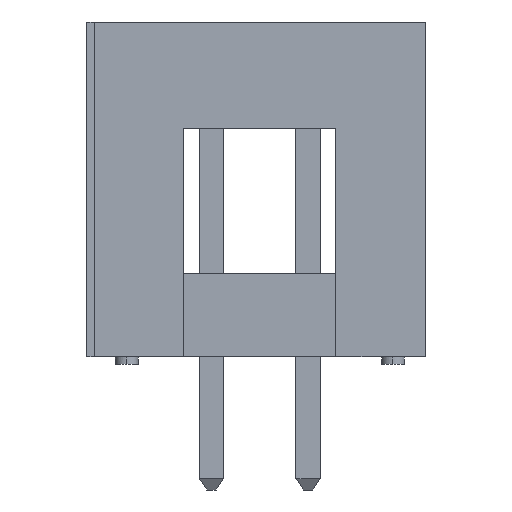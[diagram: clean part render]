
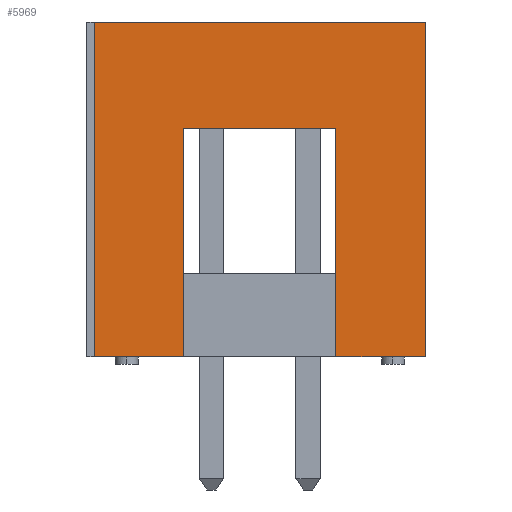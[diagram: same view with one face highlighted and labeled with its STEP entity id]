
A CAD part, left-side view. The second image highlights one B-rep face of the part: STEP entity #5969.
In plain terms, the highlighted planar face has unit normal (-1, 0, 0).
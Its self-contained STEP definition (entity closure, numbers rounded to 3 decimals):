
#4122 = VERTEX_POINT('',#4123);
#4123 = CARTESIAN_POINT('',(-8.88,-4.37,
    0.));
#4188 = VERTEX_POINT('',#4189);
#4189 = CARTESIAN_POINT('',(-8.88,-4.37,
    8.8));
#4195 = EDGE_CURVE('',#4188,#4122,#4196,.T.);
#4196 = LINE('',#4197,#4198);
#4197 = CARTESIAN_POINT('',(-8.88,-4.37,
    0.));
#4198 = VECTOR('',#4199,1.);
#4199 = DIRECTION('',(0.,0.,-1.));
#5709 = EDGE_CURVE('',#5710,#5712,#5714,.T.);
#5710 = VERTEX_POINT('',#5711);
#5711 = CARTESIAN_POINT('',(-8.88,1.98,
    0.));
#5712 = VERTEX_POINT('',#5713);
#5713 = CARTESIAN_POINT('',(-8.88,4.33,
    0.));
#5714 = LINE('',#5715,#5716);
#5715 = CARTESIAN_POINT('',(-8.88,0.132,
    0.));
#5716 = VECTOR('',#5717,1.);
#5717 = DIRECTION('',(0.,1.,0.));
#5830 = EDGE_CURVE('',#4122,#5831,#5833,.T.);
#5831 = VERTEX_POINT('',#5832);
#5832 = CARTESIAN_POINT('',(-8.88,-2.02,
    0.));
#5833 = LINE('',#5834,#5835);
#5834 = CARTESIAN_POINT('',(-8.88,0.132,
    0.));
#5835 = VECTOR('',#5836,1.);
#5836 = DIRECTION('',(0.,1.,0.));
#5969 = ADVANCED_FACE('',(#5970),#6011,.T.);
#5970 = FACE_BOUND('',#5971,.T.);
#5971 = EDGE_LOOP('',(#5972,#5980,#5986,#5987,#5995,#6003,#6009,#6010));
#5972 = ORIENTED_EDGE('',*,*,#5973,.T.);
#5973 = EDGE_CURVE('',#4188,#5974,#5976,.T.);
#5974 = VERTEX_POINT('',#5975);
#5975 = CARTESIAN_POINT('',(-8.88,4.33,8.8
    ));
#5976 = LINE('',#5977,#5978);
#5977 = CARTESIAN_POINT('',(-8.88,-0.02,
    8.8));
#5978 = VECTOR('',#5979,1.);
#5979 = DIRECTION('',(0.,1.,0.));
#5980 = ORIENTED_EDGE('',*,*,#5981,.T.);
#5981 = EDGE_CURVE('',#5974,#5712,#5982,.T.);
#5982 = LINE('',#5983,#5984);
#5983 = CARTESIAN_POINT('',(-8.88,4.33,8.8
    ));
#5984 = VECTOR('',#5985,1.);
#5985 = DIRECTION('',(0.,0.,-1.));
#5986 = ORIENTED_EDGE('',*,*,#5709,.F.);
#5987 = ORIENTED_EDGE('',*,*,#5988,.T.);
#5988 = EDGE_CURVE('',#5710,#5989,#5991,.T.);
#5989 = VERTEX_POINT('',#5990);
#5990 = CARTESIAN_POINT('',(-8.88,1.98,
    6.));
#5991 = LINE('',#5992,#5993);
#5992 = CARTESIAN_POINT('',(-8.88,1.98,
    4.4));
#5993 = VECTOR('',#5994,1.);
#5994 = DIRECTION('',(0.,0.,1.));
#5995 = ORIENTED_EDGE('',*,*,#5996,.T.);
#5996 = EDGE_CURVE('',#5989,#5997,#5999,.T.);
#5997 = VERTEX_POINT('',#5998);
#5998 = CARTESIAN_POINT('',(-8.88,-2.02,
    6.));
#5999 = LINE('',#6000,#6001);
#6000 = CARTESIAN_POINT('',(-8.88,-0.02,
    6.));
#6001 = VECTOR('',#6002,1.);
#6002 = DIRECTION('',(0.,-1.,0.));
#6003 = ORIENTED_EDGE('',*,*,#6004,.T.);
#6004 = EDGE_CURVE('',#5997,#5831,#6005,.T.);
#6005 = LINE('',#6006,#6007);
#6006 = CARTESIAN_POINT('',(-8.88,-2.02,
    4.4));
#6007 = VECTOR('',#6008,1.);
#6008 = DIRECTION('',(0.,0.,-1.));
#6009 = ORIENTED_EDGE('',*,*,#5830,.F.);
#6010 = ORIENTED_EDGE('',*,*,#4195,.F.);
#6011 = PLANE('',#6012);
#6012 = AXIS2_PLACEMENT_3D('',#6013,#6014,#6015);
#6013 = CARTESIAN_POINT('',(-8.88,-4.42,
    8.8));
#6014 = DIRECTION('',(-1.,0.,0.));
#6015 = DIRECTION('',(0.,1.,0.));
